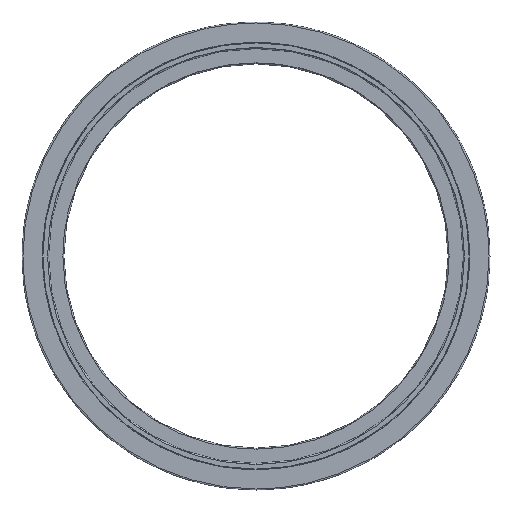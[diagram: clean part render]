
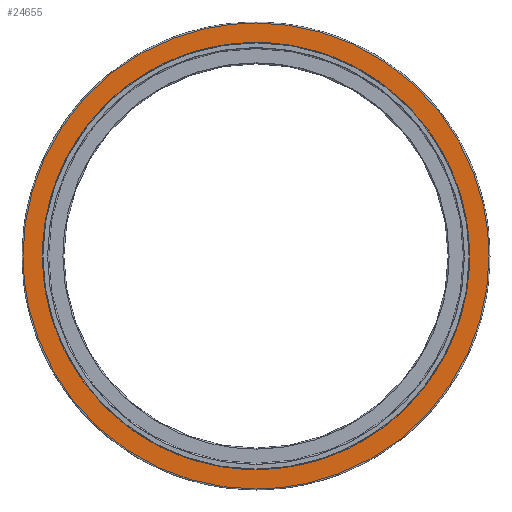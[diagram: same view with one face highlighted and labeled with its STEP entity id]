
A CAD part, left-side view. The second image highlights one B-rep face of the part: STEP entity #24655.
In plain terms, the highlighted planar face has unit normal (-1, 0, 0).
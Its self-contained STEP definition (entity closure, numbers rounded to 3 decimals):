
#491 = EDGE_CURVE ( 'NONE', #4784, #23047, #14020, .T. ) ;
#583 = CARTESIAN_POINT ( 'NONE',  ( 0., 0., -433.5 ) ) ;
#1361 = FACE_OUTER_BOUND ( 'NONE', #6389, .T. ) ;
#2259 = CARTESIAN_POINT ( 'NONE',  ( 0., -253.938, 433.5 ) ) ;
#2379 = ORIENTED_EDGE ( 'NONE', *, *, #10528, .F. ) ;
#3048 = CARTESIAN_POINT ( 'NONE',  ( 0., 433.5, 0. ) ) ;
#3550 = CARTESIAN_POINT ( 'NONE',  ( 0., 0., -433.5 ) ) ;
#3551 = CARTESIAN_POINT ( 'NONE',  ( 0., 473., 0. ) ) ;
#3916 = VERTEX_POINT ( 'NONE', #15902 ) ;
#4096 = CARTESIAN_POINT ( 'NONE',  ( 0., 0., 433.5 ) ) ;
#4316 = EDGE_CURVE ( 'NONE', #12941, #3916, #14401, .T. ) ;
#4403 =( BOUNDED_CURVE ( )  B_SPLINE_CURVE ( 3, ( #13462, #25757, #13247, #8239 ),
 .UNSPECIFIED., .F., .F. ) 
 B_SPLINE_CURVE_WITH_KNOTS ( ( 4, 4 ),
 ( 0.5, 1. ),
 .UNSPECIFIED. ) 
 CURVE ( )  GEOMETRIC_REPRESENTATION_ITEM ( )  RATIONAL_B_SPLINE_CURVE ( ( 1., 0.805, 0.805, 1. ) ) 
 REPRESENTATION_ITEM ( '' )  );
#4784 = VERTEX_POINT ( 'NONE', #22913 ) ;
#6121 = DIRECTION ( 'NONE',  ( 0., 0., -1. ) ) ;
#6389 = EDGE_LOOP ( 'NONE', ( #27244, #15504, #28711, #25349 ) ) ;
#7463 = ORIENTED_EDGE ( 'NONE', *, *, #491, .F. ) ;
#7696 = CARTESIAN_POINT ( 'NONE',  ( 0., -473., 0. ) ) ;
#8239 = CARTESIAN_POINT ( 'NONE',  ( 0., 473., 0. ) ) ;
#8728 = CARTESIAN_POINT ( 'NONE',  ( 0., 0., 473. ) ) ;
#8787 = CARTESIAN_POINT ( 'NONE',  ( 0., -253.938, -433.5 ) ) ;
#8819 = CARTESIAN_POINT ( 'NONE',  ( 0., 433.5, 0. ) ) ;
#9908 =( BOUNDED_CURVE ( )  B_SPLINE_CURVE ( 3, ( #3048, #18127, #20657, #583 ),
 .UNSPECIFIED., .F., .F. ) 
 B_SPLINE_CURVE_WITH_KNOTS ( ( 4, 4 ),
 ( 0., 0.5 ),
 .UNSPECIFIED. ) 
 CURVE ( )  GEOMETRIC_REPRESENTATION_ITEM ( )  RATIONAL_B_SPLINE_CURVE ( ( 1., 0.805, 0.805, 1. ) ) 
 REPRESENTATION_ITEM ( '' )  );
#10528 = EDGE_CURVE ( 'NONE', #23159, #4784, #26657, .T. ) ;
#11663 = CARTESIAN_POINT ( 'NONE',  ( 0., -433.5, -253.938 ) ) ;
#12941 = VERTEX_POINT ( 'NONE', #14969 ) ;
#13247 = CARTESIAN_POINT ( 'NONE',  ( 0., 473., -277.077 ) ) ;
#13462 = CARTESIAN_POINT ( 'NONE',  ( 0., 0., -473. ) ) ;
#14020 =( BOUNDED_CURVE ( )  B_SPLINE_CURVE ( 3, ( #4096, #26615, #26507, #31952 ),
 .UNSPECIFIED., .F., .T. ) 
 B_SPLINE_CURVE_WITH_KNOTS ( ( 4, 4 ),
 ( 0.5, 1. ),
 .UNSPECIFIED. ) 
 CURVE ( )  GEOMETRIC_REPRESENTATION_ITEM ( )  RATIONAL_B_SPLINE_CURVE ( ( 1., 0.805, 0.805, 1. ) ) 
 REPRESENTATION_ITEM ( '' )  );
#14295 = CARTESIAN_POINT ( 'NONE',  ( 0., 0., -473. ) ) ;
#14401 =( BOUNDED_CURVE ( )  B_SPLINE_CURVE ( 3, ( #23106, #15211, #22664, #17960 ),
 .UNSPECIFIED., .F., .F. ) 
 B_SPLINE_CURVE_WITH_KNOTS ( ( 4, 4 ),
 ( 0.5, 1. ),
 .UNSPECIFIED. ) 
 CURVE ( )  GEOMETRIC_REPRESENTATION_ITEM ( )  RATIONAL_B_SPLINE_CURVE ( ( 1., 0.805, 0.805, 1. ) ) 
 REPRESENTATION_ITEM ( '' )  );
#14584 = CARTESIAN_POINT ( 'NONE',  ( 0., -433.5, 253.938 ) ) ;
#14623 = EDGE_CURVE ( 'NONE', #26984, #17429, #4403, .T. ) ;
#14969 = CARTESIAN_POINT ( 'NONE',  ( 0., 0., 473. ) ) ;
#15115 = CARTESIAN_POINT ( 'NONE',  ( 0., 0., -433.5 ) ) ;
#15211 = CARTESIAN_POINT ( 'NONE',  ( 0., -277.077, 473. ) ) ;
#15504 = ORIENTED_EDGE ( 'NONE', *, *, #14623, .F. ) ;
#15768 = CARTESIAN_POINT ( 'NONE',  ( 0., -473., -277.077 ) ) ;
#15902 = CARTESIAN_POINT ( 'NONE',  ( 0., -473., 0. ) ) ;
#16165 = DIRECTION ( 'NONE',  ( 1., 0., 0. ) ) ;
#16838 = EDGE_CURVE ( 'NONE', #23047, #31148, #9908, .T. ) ;
#17429 = VERTEX_POINT ( 'NONE', #3551 ) ;
#17960 = CARTESIAN_POINT ( 'NONE',  ( 0., -473., 0. ) ) ;
#18127 = CARTESIAN_POINT ( 'NONE',  ( 0., 433.5, -253.938 ) ) ;
#18784 = EDGE_LOOP ( 'NONE', ( #31907, #7463, #2379, #18882 ) ) ;
#18882 = ORIENTED_EDGE ( 'NONE', *, *, #29629, .F. ) ;
#19366 = CARTESIAN_POINT ( 'NONE',  ( 0., -433.5, 0. ) ) ;
#19444 =( BOUNDED_CURVE ( )  B_SPLINE_CURVE ( 3, ( #20975, #28780, #31555, #8728 ),
 .UNSPECIFIED., .F., .F. ) 
 B_SPLINE_CURVE_WITH_KNOTS ( ( 4, 4 ),
 ( 0., 0.5 ),
 .UNSPECIFIED. ) 
 CURVE ( )  GEOMETRIC_REPRESENTATION_ITEM ( )  RATIONAL_B_SPLINE_CURVE ( ( 1., 0.805, 0.805, 1. ) ) 
 REPRESENTATION_ITEM ( '' )  );
#20657 = CARTESIAN_POINT ( 'NONE',  ( 0., 253.938, -433.5 ) ) ;
#20975 = CARTESIAN_POINT ( 'NONE',  ( 0., 473., 0. ) ) ;
#22473 = CARTESIAN_POINT ( 'NONE',  ( 0., -433.5, 0. ) ) ;
#22664 = CARTESIAN_POINT ( 'NONE',  ( 0., -473., 277.077 ) ) ;
#22913 = CARTESIAN_POINT ( 'NONE',  ( 0., 0., 433.5 ) ) ;
#23047 = VERTEX_POINT ( 'NONE', #8819 ) ;
#23106 = CARTESIAN_POINT ( 'NONE',  ( 0., 0., 473. ) ) ;
#23159 = VERTEX_POINT ( 'NONE', #32706 ) ;
#23427 = PLANE ( 'NONE',  #31207 ) ;
#24655 = ADVANCED_FACE ( 'NONE', ( #29835, #1361 ), #23427, .F. ) ;
#25349 = ORIENTED_EDGE ( 'NONE', *, *, #4316, .F. ) ;
#25751 = CARTESIAN_POINT ( 'NONE',  ( 0., 0., -473. ) ) ;
#25757 = CARTESIAN_POINT ( 'NONE',  ( 0., 277.077, -473. ) ) ;
#25839 = CARTESIAN_POINT ( 'NONE',  ( 0., 0., 0. ) ) ;
#26507 = CARTESIAN_POINT ( 'NONE',  ( 0., 433.5, 253.938 ) ) ;
#26615 = CARTESIAN_POINT ( 'NONE',  ( 0., 253.938, 433.5 ) ) ;
#26657 =( BOUNDED_CURVE ( )  B_SPLINE_CURVE ( 3, ( #22473, #14584, #2259, #30007 ),
 .UNSPECIFIED., .F., .F. ) 
 B_SPLINE_CURVE_WITH_KNOTS ( ( 4, 4 ),
 ( 0., 0.5 ),
 .UNSPECIFIED. ) 
 CURVE ( )  GEOMETRIC_REPRESENTATION_ITEM ( )  RATIONAL_B_SPLINE_CURVE ( ( 1., 0.805, 0.805, 1. ) ) 
 REPRESENTATION_ITEM ( '' )  );
#26984 = VERTEX_POINT ( 'NONE', #14295 ) ;
#27244 = ORIENTED_EDGE ( 'NONE', *, *, #32335, .F. ) ;
#27487 =( BOUNDED_CURVE ( )  B_SPLINE_CURVE ( 3, ( #3550, #8787, #11663, #19366 ),
 .UNSPECIFIED., .F., .F. ) 
 B_SPLINE_CURVE_WITH_KNOTS ( ( 4, 4 ),
 ( 0.5, 1. ),
 .UNSPECIFIED. ) 
 CURVE ( )  GEOMETRIC_REPRESENTATION_ITEM ( )  RATIONAL_B_SPLINE_CURVE ( ( 1., 0.805, 0.805, 1. ) ) 
 REPRESENTATION_ITEM ( '' )  );
#27642 = EDGE_CURVE ( 'NONE', #3916, #26984, #28108, .T. ) ;
#28108 =( BOUNDED_CURVE ( )  B_SPLINE_CURVE ( 3, ( #7696, #15768, #28620, #25751 ),
 .UNSPECIFIED., .F., .F. ) 
 B_SPLINE_CURVE_WITH_KNOTS ( ( 4, 4 ),
 ( 0., 0.5 ),
 .UNSPECIFIED. ) 
 CURVE ( )  GEOMETRIC_REPRESENTATION_ITEM ( )  RATIONAL_B_SPLINE_CURVE ( ( 1., 0.805, 0.805, 1. ) ) 
 REPRESENTATION_ITEM ( '' )  );
#28620 = CARTESIAN_POINT ( 'NONE',  ( 0., -277.077, -473. ) ) ;
#28711 = ORIENTED_EDGE ( 'NONE', *, *, #27642, .F. ) ;
#28780 = CARTESIAN_POINT ( 'NONE',  ( 0., 473., 277.077 ) ) ;
#29629 = EDGE_CURVE ( 'NONE', #31148, #23159, #27487, .T. ) ;
#29835 = FACE_BOUND ( 'NONE', #18784, .T. ) ;
#30007 = CARTESIAN_POINT ( 'NONE',  ( 0., 0., 433.5 ) ) ;
#31148 = VERTEX_POINT ( 'NONE', #15115 ) ;
#31207 = AXIS2_PLACEMENT_3D ( 'NONE', #25839, #16165, #6121 ) ;
#31555 = CARTESIAN_POINT ( 'NONE',  ( 0., 277.077, 473. ) ) ;
#31907 = ORIENTED_EDGE ( 'NONE', *, *, #16838, .F. ) ;
#31952 = CARTESIAN_POINT ( 'NONE',  ( 0., 433.5, 0. ) ) ;
#32335 = EDGE_CURVE ( 'NONE', #17429, #12941, #19444, .T. ) ;
#32706 = CARTESIAN_POINT ( 'NONE',  ( 0., -433.5, 0. ) ) ;
